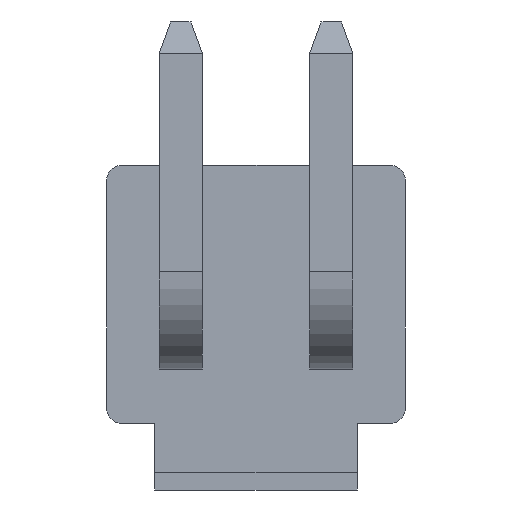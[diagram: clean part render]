
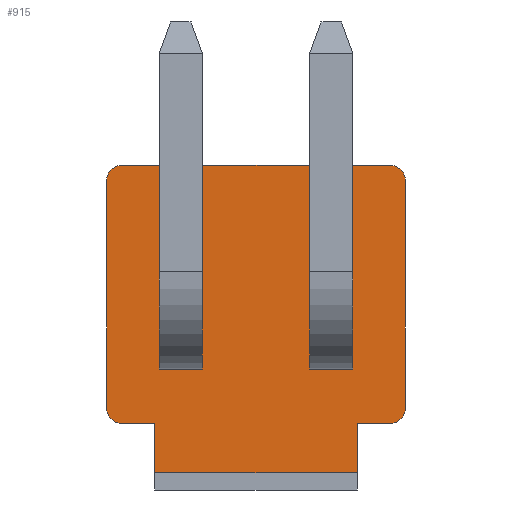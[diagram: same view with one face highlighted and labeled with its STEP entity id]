
A CAD part, front view. The second image highlights one B-rep face of the part: STEP entity #915.
In plain terms, the highlighted planar face has unit normal (0, -1, 0).
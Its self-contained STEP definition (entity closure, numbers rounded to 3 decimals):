
#20=PLANE('',#989);
#69=FACE_OUTER_BOUND('',#125,.T.);
#125=EDGE_LOOP('',(#649,#650,#651,#652,#653,#654,#655,#656,#657,#658,#659,
#660));
#181=LINE('',#1331,#297);
#184=LINE('',#1337,#300);
#185=LINE('',#1339,#301);
#186=LINE('',#1341,#302);
#187=LINE('',#1343,#303);
#188=LINE('',#1345,#304);
#189=LINE('',#1349,#305);
#190=LINE('',#1353,#306);
#297=VECTOR('',#1069,10.);
#300=VECTOR('',#1074,10.);
#301=VECTOR('',#1075,10.);
#302=VECTOR('',#1076,10.);
#303=VECTOR('',#1077,10.);
#304=VECTOR('',#1078,10.);
#305=VECTOR('',#1081,10.);
#306=VECTOR('',#1084,10.);
#412=CIRCLE('',#987,0.4);
#413=CIRCLE('',#990,0.4);
#414=CIRCLE('',#991,0.4);
#415=CIRCLE('',#992,0.4);
#429=VERTEX_POINT('',#1324);
#430=VERTEX_POINT('',#1326);
#431=VERTEX_POINT('',#1330);
#433=VERTEX_POINT('',#1336);
#434=VERTEX_POINT('',#1338);
#435=VERTEX_POINT('',#1340);
#436=VERTEX_POINT('',#1342);
#437=VERTEX_POINT('',#1344);
#438=VERTEX_POINT('',#1346);
#439=VERTEX_POINT('',#1348);
#440=VERTEX_POINT('',#1350);
#441=VERTEX_POINT('',#1352);
#511=EDGE_CURVE('',#429,#430,#412,.T.);
#513=EDGE_CURVE('',#431,#430,#181,.T.);
#516=EDGE_CURVE('',#429,#433,#184,.T.);
#517=EDGE_CURVE('',#434,#433,#185,.T.);
#518=EDGE_CURVE('',#434,#435,#186,.T.);
#519=EDGE_CURVE('',#436,#435,#187,.T.);
#520=EDGE_CURVE('',#436,#437,#188,.T.);
#521=EDGE_CURVE('',#438,#437,#413,.T.);
#522=EDGE_CURVE('',#438,#439,#189,.T.);
#523=EDGE_CURVE('',#440,#439,#414,.T.);
#524=EDGE_CURVE('',#440,#441,#190,.T.);
#525=EDGE_CURVE('',#431,#441,#415,.T.);
#649=ORIENTED_EDGE('',*,*,#511,.F.);
#650=ORIENTED_EDGE('',*,*,#516,.T.);
#651=ORIENTED_EDGE('',*,*,#517,.F.);
#652=ORIENTED_EDGE('',*,*,#518,.T.);
#653=ORIENTED_EDGE('',*,*,#519,.F.);
#654=ORIENTED_EDGE('',*,*,#520,.T.);
#655=ORIENTED_EDGE('',*,*,#521,.F.);
#656=ORIENTED_EDGE('',*,*,#522,.T.);
#657=ORIENTED_EDGE('',*,*,#523,.F.);
#658=ORIENTED_EDGE('',*,*,#524,.T.);
#659=ORIENTED_EDGE('',*,*,#525,.F.);
#660=ORIENTED_EDGE('',*,*,#513,.T.);
#915=ADVANCED_FACE('',(#69),#20,.F.);
#987=AXIS2_PLACEMENT_3D('',#1327,#1064,#1065);
#989=AXIS2_PLACEMENT_3D('',#1335,#1072,#1073);
#990=AXIS2_PLACEMENT_3D('',#1347,#1079,#1080);
#991=AXIS2_PLACEMENT_3D('',#1351,#1082,#1083);
#992=AXIS2_PLACEMENT_3D('',#1354,#1085,#1086);
#1064=DIRECTION('center_axis',(0.,1.,0.));
#1065=DIRECTION('ref_axis',(-0.707,0.,-0.707));
#1069=DIRECTION('',(0.,0.,-1.));
#1072=DIRECTION('center_axis',(0.,1.,0.));
#1073=DIRECTION('ref_axis',(1.,0.,0.));
#1074=DIRECTION('',(1.,0.,0.));
#1075=DIRECTION('',(0.,0.,1.));
#1076=DIRECTION('',(1.,0.,0.));
#1077=DIRECTION('',(0.,0.,-1.));
#1078=DIRECTION('',(1.,0.,0.));
#1079=DIRECTION('center_axis',(0.,1.,0.));
#1080=DIRECTION('ref_axis',(0.707,0.,-0.707));
#1081=DIRECTION('',(0.,0.,1.));
#1082=DIRECTION('center_axis',(0.,1.,0.));
#1083=DIRECTION('ref_axis',(0.707,0.,0.707));
#1084=DIRECTION('',(-1.,0.,0.));
#1085=DIRECTION('center_axis',(0.,1.,0.));
#1086=DIRECTION('ref_axis',(-0.707,0.,0.707));
#1324=CARTESIAN_POINT('',(-3.53,0.,-3.4));
#1326=CARTESIAN_POINT('',(-3.93,0.,-3.));
#1327=CARTESIAN_POINT('Origin',(-3.53,0.,-3.));
#1330=CARTESIAN_POINT('',(-3.93,0.,3.));
#1331=CARTESIAN_POINT('',(-3.93,0.,3.4));
#1335=CARTESIAN_POINT('Origin',(0.,0.,0.));
#1336=CARTESIAN_POINT('',(-2.66,0.,-3.4));
#1337=CARTESIAN_POINT('',(-3.93,0.,-3.4));
#1338=CARTESIAN_POINT('',(-2.66,0.,-4.7));
#1339=CARTESIAN_POINT('',(-2.66,0.,-3.4));
#1340=CARTESIAN_POINT('',(2.66,0.,-4.7));
#1341=CARTESIAN_POINT('',(0.,0.,-4.7));
#1342=CARTESIAN_POINT('',(2.66,0.,-3.4));
#1343=CARTESIAN_POINT('',(2.66,0.,-3.4));
#1344=CARTESIAN_POINT('',(3.53,0.,-3.4));
#1345=CARTESIAN_POINT('',(-3.93,0.,-3.4));
#1346=CARTESIAN_POINT('',(3.93,0.,-3.));
#1347=CARTESIAN_POINT('Origin',(3.53,0.,-3.));
#1348=CARTESIAN_POINT('',(3.93,0.,3.));
#1349=CARTESIAN_POINT('',(3.93,0.,-3.4));
#1350=CARTESIAN_POINT('',(3.53,0.,3.4));
#1351=CARTESIAN_POINT('Origin',(3.53,0.,3.));
#1352=CARTESIAN_POINT('',(-3.53,0.,3.4));
#1353=CARTESIAN_POINT('',(3.93,0.,3.4));
#1354=CARTESIAN_POINT('Origin',(-3.53,0.,3.));
